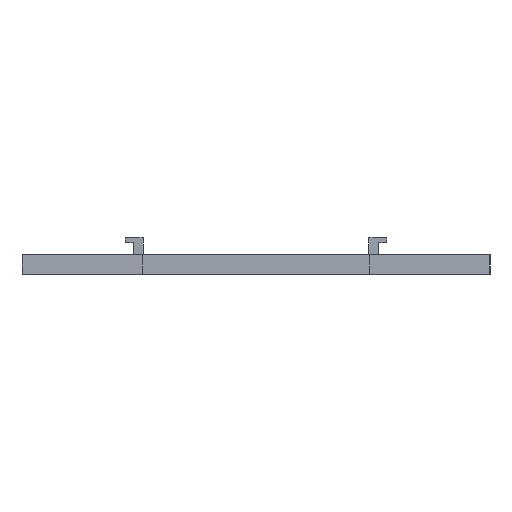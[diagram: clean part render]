
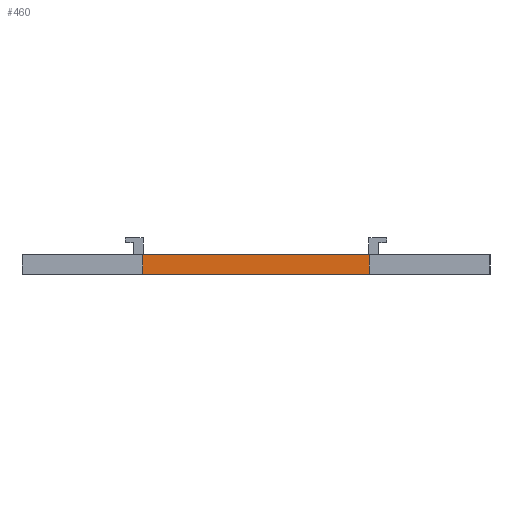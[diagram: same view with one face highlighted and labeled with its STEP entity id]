
A CAD part, left-side view. The second image highlights one B-rep face of the part: STEP entity #460.
In plain terms, the highlighted planar face has unit normal (-1, 0, 0).
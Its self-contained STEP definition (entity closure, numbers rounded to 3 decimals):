
#283 = VERTEX_POINT ( 'NONE', #1258 ) ;
#342 = CARTESIAN_POINT ( 'NONE',  ( -105.954, -0.19, 19.124 ) ) ;
#460 = ADVANCED_FACE ( 'NONE', ( #4126 ), #2529, .F. ) ;
#515 = DIRECTION ( 'NONE',  ( 1., 0., 0. ) ) ;
#585 = CARTESIAN_POINT ( 'NONE',  ( -105.954, 35.825, 12.874 ) ) ;
#671 = LINE ( 'NONE', #1198, #720 ) ;
#674 = CARTESIAN_POINT ( 'NONE',  ( -105.954, -36.206, 12.874 ) ) ;
#720 = VECTOR ( 'NONE', #892, 1000. ) ;
#892 = DIRECTION ( 'NONE',  ( 0., 0., 1. ) ) ;
#1008 = VECTOR ( 'NONE', #1263, 1000. ) ;
#1188 = EDGE_CURVE ( 'NONE', #283, #3283, #2876, .T. ) ;
#1198 = CARTESIAN_POINT ( 'NONE',  ( -105.954, 35.825, 12.874 ) ) ;
#1213 = LINE ( 'NONE', #674, #1008 ) ;
#1230 = VERTEX_POINT ( 'NONE', #3310 ) ;
#1258 = CARTESIAN_POINT ( 'NONE',  ( -105.954, 35.825, 19.124 ) ) ;
#1263 = DIRECTION ( 'NONE',  ( 0., 0., 1. ) ) ;
#1474 = ORIENTED_EDGE ( 'NONE', *, *, #2969, .T. ) ;
#1530 = EDGE_LOOP ( 'NONE', ( #1474, #2712, #2701, #4214 ) ) ;
#1537 = CARTESIAN_POINT ( 'NONE',  ( -105.954, -0.19, 19.124 ) ) ;
#1544 = CARTESIAN_POINT ( 'NONE',  ( -105.954, -0.19, 12.874 ) ) ;
#1898 = DIRECTION ( 'NONE',  ( 0., 0., -1. ) ) ;
#2316 = AXIS2_PLACEMENT_3D ( 'NONE', #1537, #515, #1898 ) ;
#2529 = PLANE ( 'NONE',  #2316 ) ;
#2546 = LINE ( 'NONE', #1544, #2739 ) ;
#2583 = EDGE_CURVE ( 'NONE', #1230, #3283, #1213, .T. ) ;
#2675 = DIRECTION ( 'NONE',  ( 0., -1., 0. ) ) ;
#2701 = ORIENTED_EDGE ( 'NONE', *, *, #1188, .F. ) ;
#2712 = ORIENTED_EDGE ( 'NONE', *, *, #2583, .T. ) ;
#2739 = VECTOR ( 'NONE', #3537, 1000. ) ;
#2876 = LINE ( 'NONE', #342, #3131 ) ;
#2969 = EDGE_CURVE ( 'NONE', #3156, #1230, #2546, .T. ) ;
#3107 = CARTESIAN_POINT ( 'NONE',  ( -105.954, -36.206, 19.124 ) ) ;
#3131 = VECTOR ( 'NONE', #2675, 1000. ) ;
#3156 = VERTEX_POINT ( 'NONE', #585 ) ;
#3283 = VERTEX_POINT ( 'NONE', #3107 ) ;
#3310 = CARTESIAN_POINT ( 'NONE',  ( -105.954, -36.206, 12.874 ) ) ;
#3537 = DIRECTION ( 'NONE',  ( 0., -1., 0. ) ) ;
#4090 = EDGE_CURVE ( 'NONE', #3156, #283, #671, .T. ) ;
#4126 = FACE_OUTER_BOUND ( 'NONE', #1530, .T. ) ;
#4214 = ORIENTED_EDGE ( 'NONE', *, *, #4090, .F. ) ;
